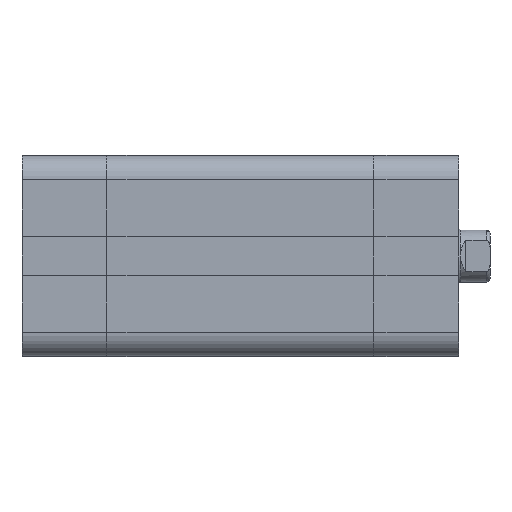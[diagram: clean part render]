
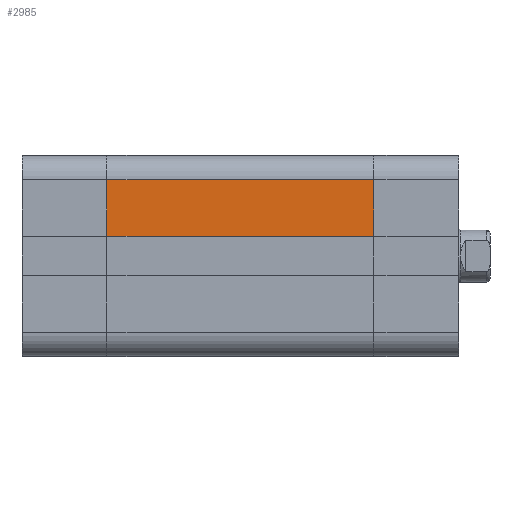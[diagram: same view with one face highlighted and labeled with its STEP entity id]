
A CAD part, front view. The second image highlights one B-rep face of the part: STEP entity #2985.
In plain terms, the highlighted planar face has unit normal (0, -1, 0).
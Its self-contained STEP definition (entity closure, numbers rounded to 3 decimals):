
#133 = LINE ( 'NONE', #7712, #134 ) ;
#134 = VECTOR ( 'NONE', #7713, 1000. ) ;
#146 = LINE ( 'NONE', #7749, #166 ) ;
#147 = LINE ( 'NONE', #7728, #148 ) ;
#148 = VECTOR ( 'NONE', #7729, 1000. ) ;
#154 = VECTOR ( 'NONE', #7750, 1000. ) ;
#162 = LINE ( 'NONE', #7740, #154 ) ;
#166 = VECTOR ( 'NONE', #7755, 1000. ) ;
#2070 = CARTESIAN_POINT ( 'NONE',  ( -11., -14.5, -38.5 ) ) ;
#2071 = PLANE ( 'NONE',  #5105 ) ;
#2073 = DIRECTION ( 'NONE',  ( 0., -1., 0. ) ) ;
#2074 = DIRECTION ( 'NONE',  ( 0., 0., -1. ) ) ;
#2985 = ADVANCED_FACE ( 'NONE', ( #6234 ), #2071, .T. ) ;
#3956 = ORIENTED_EDGE ( 'NONE', *, *, #4828, .F. ) ;
#3957 = ORIENTED_EDGE ( 'NONE', *, *, #4839, .F. ) ;
#3963 = ORIENTED_EDGE ( 'NONE', *, *, #4837, .T. ) ;
#3964 = ORIENTED_EDGE ( 'NONE', *, *, #4821, .T. ) ;
#4107 = EDGE_LOOP ( 'NONE', ( #3963, #3956, #3957, #3964 ) ) ;
#4450 = VERTEX_POINT ( 'NONE', #6987 ) ;
#4473 = VERTEX_POINT ( 'NONE', #7010 ) ;
#4474 = VERTEX_POINT ( 'NONE', #7011 ) ;
#4477 = VERTEX_POINT ( 'NONE', #7014 ) ;
#4821 = EDGE_CURVE ( 'NONE', #4473, #4450, #133, .T. ) ;
#4828 = EDGE_CURVE ( 'NONE', #4474, #4477, #147, .T. ) ;
#4837 = EDGE_CURVE ( 'NONE', #4450, #4477, #162, .T. ) ;
#4839 = EDGE_CURVE ( 'NONE', #4473, #4474, #146, .T. ) ;
#5105 = AXIS2_PLACEMENT_3D ( 'NONE', #2070, #2073, #2074 ) ;
#6234 = FACE_OUTER_BOUND ( 'NONE', #4107, .T. ) ;
#6987 = CARTESIAN_POINT ( 'NONE',  ( -2.85, -14.5, -38.5 ) ) ;
#7010 = CARTESIAN_POINT ( 'NONE',  ( -11., -14.5, -38.5 ) ) ;
#7011 = CARTESIAN_POINT ( 'NONE',  ( -11., -14.5, 0. ) ) ;
#7014 = CARTESIAN_POINT ( 'NONE',  ( -2.85, -14.5, 0. ) ) ;
#7712 = CARTESIAN_POINT ( 'NONE',  ( -11., -14.5, -38.5 ) ) ;
#7713 = DIRECTION ( 'NONE',  ( 1., 0., 0. ) ) ;
#7728 = CARTESIAN_POINT ( 'NONE',  ( -11., -14.5, 0. ) ) ;
#7729 = DIRECTION ( 'NONE',  ( 1., 0., 0. ) ) ;
#7740 = CARTESIAN_POINT ( 'NONE',  ( -2.85, -14.5, -38.5 ) ) ;
#7749 = CARTESIAN_POINT ( 'NONE',  ( -11., -14.5, -38.5 ) ) ;
#7750 = DIRECTION ( 'NONE',  ( 0., 0., 1. ) ) ;
#7755 = DIRECTION ( 'NONE',  ( 0., 0., 1. ) ) ;
